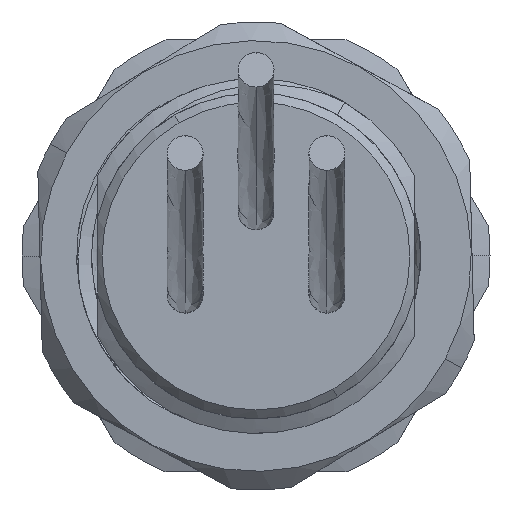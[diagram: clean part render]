
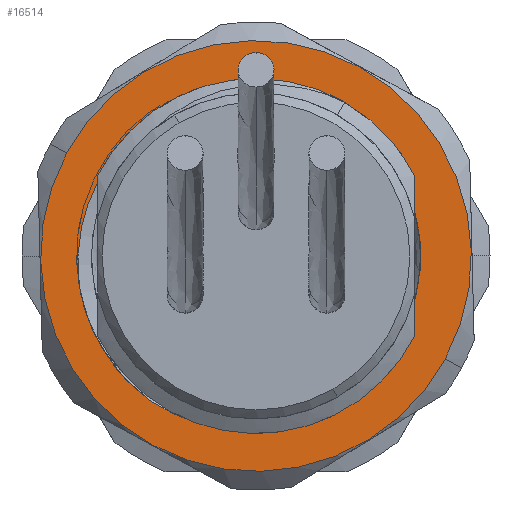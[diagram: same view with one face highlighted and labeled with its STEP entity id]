
A CAD part, front view. The second image highlights one B-rep face of the part: STEP entity #16514.
In plain terms, the highlighted planar face has unit normal (0, -1, 0).
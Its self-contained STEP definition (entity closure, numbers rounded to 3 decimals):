
#4336=CARTESIAN_POINT('',(0.,-13.2,0.));
#4337=DIRECTION('',(0.,1.,0.));
#4338=DIRECTION('',(-0.878,0.,0.478));
#4339=AXIS2_PLACEMENT_3D('',#4336,#4337,#4338);
#4341=CARTESIAN_POINT('',(0.,-13.2,0.));
#4342=DIRECTION('',(0.,1.,0.));
#4343=DIRECTION('',(0.878,0.,-0.478));
#4344=AXIS2_PLACEMENT_3D('',#4341,#4342,#4343);
#4346=CARTESIAN_POINT('',(-9.83,-13.2,-1.601));
#4347=CARTESIAN_POINT('',(-9.87,-13.2,-1.272));
#4348=CARTESIAN_POINT('',(-9.916,-13.2,-0.614));
#4349=CARTESIAN_POINT('',(-9.887,-13.2,0.374));
#4350=CARTESIAN_POINT('',(-9.76,-13.2,1.35));
#4351=CARTESIAN_POINT('',(-9.537,-13.2,2.305));
#4352=CARTESIAN_POINT('',(-9.22,-13.2,3.232));
#4353=CARTESIAN_POINT('',(-8.95,-13.2,3.822));
#4354=CARTESIAN_POINT('',(-8.8,-13.2,4.11));
#4356=CARTESIAN_POINT('',(-5.914,-13.2,-8.014));
#4357=CARTESIAN_POINT('',(-6.173,-13.2,-7.823));
#4358=CARTESIAN_POINT('',(-6.67,-13.2,-7.417));
#4359=CARTESIAN_POINT('',(-7.355,-13.2,-6.739));
#4360=CARTESIAN_POINT('',(-7.972,-13.2,-5.997));
#4361=CARTESIAN_POINT('',(-8.513,-13.2,-5.199));
#4362=CARTESIAN_POINT('',(-8.976,-13.2,-4.353));
#4363=CARTESIAN_POINT('',(-9.354,-13.2,-3.466));
#4364=CARTESIAN_POINT('',(-9.645,-13.2,-2.546));
#4365=CARTESIAN_POINT('',(-9.779,-13.2,-1.919));
#4366=CARTESIAN_POINT('',(-9.83,-13.2,-1.601));
#4368=CARTESIAN_POINT('',(8.871,-13.2,-2.243));
#4369=CARTESIAN_POINT('',(8.803,-13.2,-2.573));
#4370=CARTESIAN_POINT('',(8.632,-13.2,-3.223));
#4371=CARTESIAN_POINT('',(8.267,-13.2,-4.17));
#4372=CARTESIAN_POINT('',(7.799,-13.2,-5.074));
#4373=CARTESIAN_POINT('',(7.233,-13.2,-5.926));
#4374=CARTESIAN_POINT('',(6.574,-13.2,-6.712));
#4375=CARTESIAN_POINT('',(5.831,-13.2,-7.424));
#4376=CARTESIAN_POINT('',(5.012,-13.2,-8.054));
#4377=CARTESIAN_POINT('',(4.125,-13.2,-8.592));
#4378=CARTESIAN_POINT('',(3.182,-13.2,-9.032));
#4379=CARTESIAN_POINT('',(2.194,-13.2,-9.368));
#4380=CARTESIAN_POINT('',(1.17,-13.2,-9.595));
#4381=CARTESIAN_POINT('',(0.125,-13.2,-9.71));
#4382=CARTESIAN_POINT('',(-0.93,-13.2,-9.711));
#4383=CARTESIAN_POINT('',(-1.983,-13.2,-9.598));
#4384=CARTESIAN_POINT('',(-3.022,-13.2,-9.37));
#4385=CARTESIAN_POINT('',(-4.032,-13.2,-9.031));
#4386=CARTESIAN_POINT('',(-5.004,-13.2,-8.582));
#4387=CARTESIAN_POINT('',(-5.616,-13.2,-8.215));
#4388=CARTESIAN_POINT('',(-5.914,-13.2,-8.014));
#4390=CARTESIAN_POINT('',(0.,-13.2,0.));
#4391=DIRECTION('',(0.,-1.,0.));
#4392=DIRECTION('',(0.969,0.,-0.245));
#4393=AXIS2_PLACEMENT_3D('',#4390,#4391,#4392);
#4395=CARTESIAN_POINT('',(-8.8,-13.2,4.159));
#4396=CARTESIAN_POINT('',(-8.648,-13.2,4.448));
#4397=CARTESIAN_POINT('',(-8.318,-13.2,5.006));
#4398=CARTESIAN_POINT('',(-7.743,-13.2,5.787));
#4399=CARTESIAN_POINT('',(-7.093,-13.2,6.506));
#4400=CARTESIAN_POINT('',(-6.378,-13.2,7.153));
#4401=CARTESIAN_POINT('',(-5.604,-13.2,7.723));
#4402=CARTESIAN_POINT('',(-4.778,-13.2,8.211));
#4403=CARTESIAN_POINT('',(-3.912,-13.2,8.612));
#4404=CARTESIAN_POINT('',(-3.012,-13.2,8.923));
#4405=CARTESIAN_POINT('',(-2.087,-13.2,9.14));
#4406=CARTESIAN_POINT('',(-1.151,-13.2,9.262));
#4407=CARTESIAN_POINT('',(-0.206,-13.2,9.289));
#4408=CARTESIAN_POINT('',(0.728,-13.2,9.221));
#4409=CARTESIAN_POINT('',(1.652,-13.2,9.058));
#4410=CARTESIAN_POINT('',(2.249,-13.2,8.889));
#4411=CARTESIAN_POINT('',(2.544,-13.2,8.789));
#4658=DIRECTION('',(0.,0.,1.));
#4659=VECTOR('',#4658,0.049);
#4660=CARTESIAN_POINT('',(-8.8,-13.2,4.11));
#4661=LINE('',#4660,#4659);
#11025=CARTESIAN_POINT('',(-10.507,-13.2,5.726));
#11026=CARTESIAN_POINT('',(10.507,-13.2,-5.726));
#11027=VERTEX_POINT('',#11025);
#11028=VERTEX_POINT('',#11026);
#11037=VERTEX_POINT('',#4356);
#11038=VERTEX_POINT('',#4366);
#11039=VERTEX_POINT('',#4368);
#11641=VERTEX_POINT('',#4395);
#11642=VERTEX_POINT('',#4411);
#11670=CARTESIAN_POINT('',(-8.8,-13.2,4.11));
#11671=VERTEX_POINT('',#11670);
#16491=CARTESIAN_POINT('',(-9.57,-13.2,65.028));
#16492=DIRECTION('',(0.,1.,0.));
#16493=DIRECTION('',(-0.853,0.,-0.521));
#16494=AXIS2_PLACEMENT_3D('',#16491,#16492,#16493);
#16495=PLANE('',#16494);
#16496=ORIENTED_EDGE('',*,*,#13823,.T.);
#16497=ORIENTED_EDGE('',*,*,#13716,.T.);
#16498=EDGE_LOOP('',(#16496,#16497));
#16499=FACE_OUTER_BOUND('',#16498,.F.);
#16501=ORIENTED_EDGE('',*,*,#16500,.F.);
#16503=ORIENTED_EDGE('',*,*,#16502,.F.);
#16505=ORIENTED_EDGE('',*,*,#16504,.F.);
#16507=ORIENTED_EDGE('',*,*,#16506,.F.);
#16509=ORIENTED_EDGE('',*,*,#16508,.F.);
#16511=ORIENTED_EDGE('',*,*,#16510,.T.);
#16512=EDGE_LOOP('',(#16501,#16503,#16505,#16507,#16509,#16511));
#16513=FACE_BOUND('',#16512,.F.);
#4340=CIRCLE('',#4339,11.966);
#4345=CIRCLE('',#4344,11.966);
#4355=B_SPLINE_CURVE_WITH_KNOTS('',3,(#4346,#4347,#4348,#4349,#4350,#4351,#4352,
#4353,#4354),.UNSPECIFIED.,.F.,.F.,(4,1,1,1,1,1,4),(0.,0.167,
0.333,0.5,0.667,0.833,1.),
.UNSPECIFIED.);
#4367=B_SPLINE_CURVE_WITH_KNOTS('',3,(#4356,#4357,#4358,#4359,#4360,#4361,#4362,
#4363,#4364,#4365,#4366),.UNSPECIFIED.,.F.,.F.,(4,1,1,1,1,1,1,1,4),(0.,
0.125,0.25,0.375,0.5,0.625,0.75,0.875,1.),.UNSPECIFIED.);
#4389=B_SPLINE_CURVE_WITH_KNOTS('',3,(#4368,#4369,#4370,#4371,#4372,#4373,#4374,
#4375,#4376,#4377,#4378,#4379,#4380,#4381,#4382,#4383,#4384,#4385,#4386,#4387,
#4388),.UNSPECIFIED.,.F.,.F.,(4,1,1,1,1,1,1,1,1,1,1,1,1,1,1,1,1,1,4),(0.,
0.056,0.111,0.167,0.222,
0.278,0.333,0.389,0.444,0.5,
0.556,0.611,0.667,0.722,
0.778,0.833,0.889,0.944,1.),
.UNSPECIFIED.);
#4394=CIRCLE('',#4393,9.15);
#4412=B_SPLINE_CURVE_WITH_KNOTS('',3,(#4395,#4396,#4397,#4398,#4399,#4400,#4401,
#4402,#4403,#4404,#4405,#4406,#4407,#4408,#4409,#4410,#4411),.UNSPECIFIED.,.F.,
.F.,(4,1,1,1,1,1,1,1,1,1,1,1,1,1,4),(0.,0.071,0.143,
0.214,0.286,0.357,0.429,0.5,
0.571,0.643,0.714,0.786,
0.857,0.929,1.),.UNSPECIFIED.);
#13716=EDGE_CURVE('',#11028,#11027,#4345,.T.);
#13823=EDGE_CURVE('',#11027,#11028,#4340,.T.);
#16500=EDGE_CURVE('',#11641,#11642,#4412,.T.);
#16502=EDGE_CURVE('',#11671,#11641,#4661,.T.);
#16504=EDGE_CURVE('',#11038,#11671,#4355,.T.);
#16506=EDGE_CURVE('',#11037,#11038,#4367,.T.);
#16508=EDGE_CURVE('',#11039,#11037,#4389,.T.);
#16510=EDGE_CURVE('',#11039,#11642,#4394,.T.);
#16514=ADVANCED_FACE('',(#16499,#16513),#16495,.F.);
